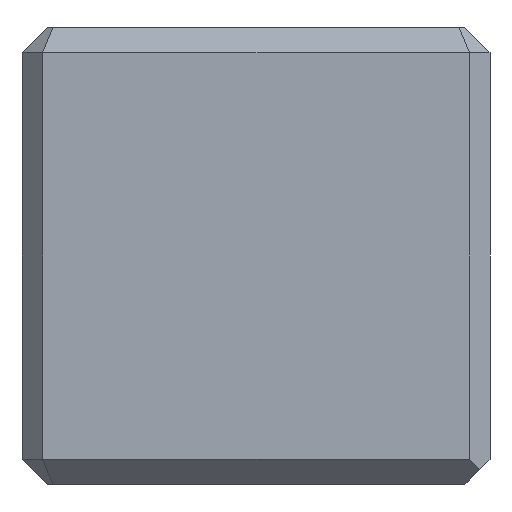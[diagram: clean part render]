
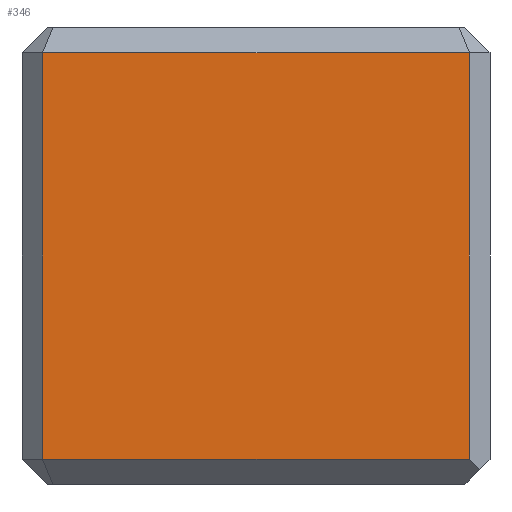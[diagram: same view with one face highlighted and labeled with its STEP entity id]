
A CAD part, left-side view. The second image highlights one B-rep face of the part: STEP entity #346.
In plain terms, the highlighted planar face has unit normal (-1, 0, 0).
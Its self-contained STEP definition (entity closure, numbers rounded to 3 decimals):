
#70=PLANE('',#1032);
#107=FACE_OUTER_BOUND('',#444,.T.);
#181=LINE('',#1469,#276);
#182=LINE('',#1472,#277);
#183=LINE('',#1474,#278);
#184=LINE('',#1476,#279);
#276=VECTOR('',#1158,1.);
#277=VECTOR('',#1159,1.);
#278=VECTOR('',#1160,1.);
#279=VECTOR('',#1161,1.);
#346=ADVANCED_FACE('',(#107),#70,.F.);
#444=EDGE_LOOP('',(#552,#553,#554,#555));
#552=ORIENTED_EDGE('',*,*,#903,.T.);
#553=ORIENTED_EDGE('',*,*,#904,.T.);
#554=ORIENTED_EDGE('',*,*,#905,.T.);
#555=ORIENTED_EDGE('',*,*,#906,.T.);
#812=VERTEX_POINT('',#1470);
#813=VERTEX_POINT('',#1471);
#814=VERTEX_POINT('',#1473);
#815=VERTEX_POINT('',#1475);
#903=EDGE_CURVE('',#812,#813,#181,.T.);
#904=EDGE_CURVE('',#813,#814,#182,.T.);
#905=EDGE_CURVE('',#814,#815,#183,.T.);
#906=EDGE_CURVE('',#815,#812,#184,.T.);
#1032=AXIS2_PLACEMENT_3D('',#1477,#1162,#1163);
#1158=DIRECTION('',(0.,0.,-1.));
#1159=DIRECTION('',(0.,-1.,0.));
#1160=DIRECTION('',(0.,0.,1.));
#1161=DIRECTION('',(0.,1.,0.));
#1162=DIRECTION('',(1.,0.,0.));
#1163=DIRECTION('',(0.,1.,0.));
#1469=CARTESIAN_POINT('',(-20.5,18.7,40.));
#1470=CARTESIAN_POINT('',(-20.5,18.7,37.8));
#1471=CARTESIAN_POINT('',(-20.5,18.7,2.2));
#1472=CARTESIAN_POINT('',(-20.5,20.5,2.2));
#1473=CARTESIAN_POINT('',(-20.5,-18.7,2.2));
#1474=CARTESIAN_POINT('',(-20.5,-18.7,40.));
#1475=CARTESIAN_POINT('',(-20.5,-18.7,37.8));
#1476=CARTESIAN_POINT('',(-20.5,18.7,37.8));
#1477=CARTESIAN_POINT('',(-20.5,20.5,40.));
